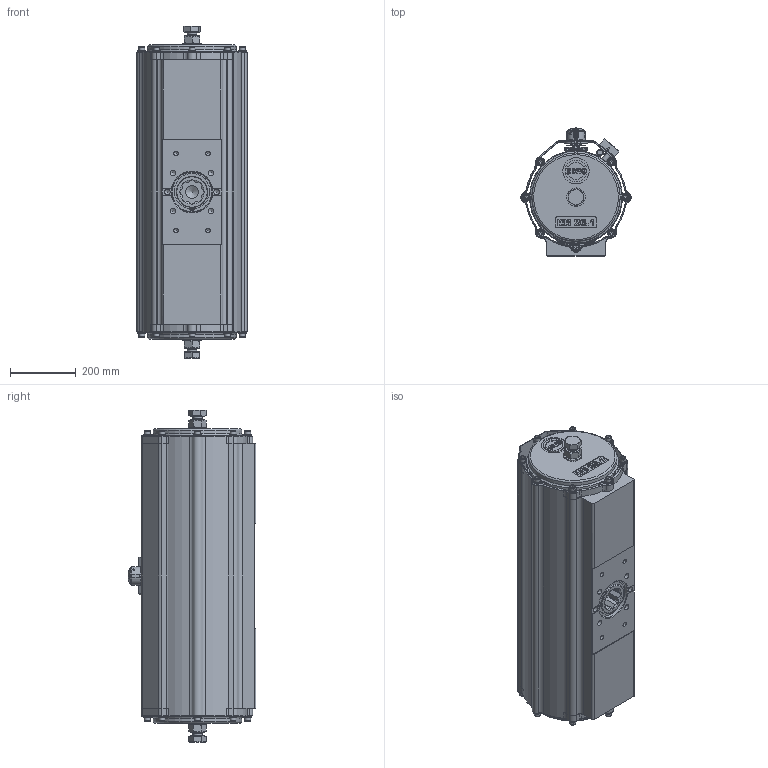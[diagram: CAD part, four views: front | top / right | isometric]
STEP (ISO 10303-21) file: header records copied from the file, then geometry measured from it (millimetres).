
FILE_DESCRIPTION(/* description */ (''),/* implementation_level */ '2;1');
FILE_NAME(/* name */ 'EB26_1 - SYD F16.stp',/* time_stamp */ '2017-11-22T09:56:49+01:00',/* author */ ('Brumpreuksch'),/* organization */ (''),/* preprocessor_version */ 'ST-DEVELOPER v16.5',/* originating_system */ 'Autodesk Inventor 2017',/* authorisation */ '');
FILE_SCHEMA (('AUTOMOTIVE_DESIGN { 1 0 10303 214 3 1 1 }'));
Products named in the file (1): EB26_1 - SYD F16
Bounding box: 335.89 x 389.5 x 1011.4 mm (x, y, z)
Volume: 29230145.1 mm3; surface area: 2581759.8 mm2
Topology: 1 solids, 82 shells, 2375 faces, 5724 edges, 3577 vertices
Faces by surface type: plane 981, cylinder 615, bspline 312, torus 194, cone 190, sphere 83
Full cylindrical faces by diameter (mm): 2 x8, 2.5 x4, 3 x28, 3.5 x2, 4.134 x4, 4.2 x1, 4.917 x7, 5 x24, 5.5 x1, 6 x2, 6.6 x2, 10 x2, 10.106 x18, 11 x2, 12 x16, 13 x16, 13.835 x4, 16 x7, 16.5 x1, 17.294 x6, 18 x16, 18.631 x2, 21 x1, 24 x16, 28 x1, 28.106 x2, 30 x6, 31 x2, 36 x1, 38 x3
Entity records: 80203 total; most frequent: CARTESIAN_POINT 27359, DIRECTION 10109, ORIENTED_EDGE 10064, EDGE_CURVE 5028, AXIS2_PLACEMENT_3D 3977, VERTEX_POINT 3365, EDGE_LOOP 3099, FACE_OUTER_BOUND 2372
